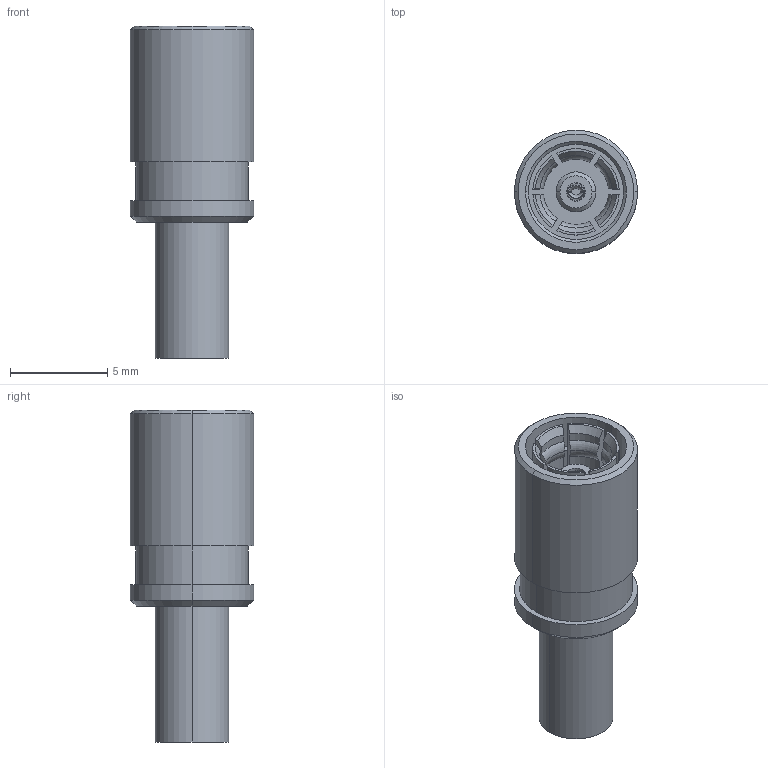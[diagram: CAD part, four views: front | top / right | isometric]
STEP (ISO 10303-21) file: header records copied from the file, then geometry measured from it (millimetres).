
FILE_DESCRIPTION (( 'STEP AP214' ), '1' );
FILE_NAME ('J01161A0691.STEP', '2016-04-18T09:50:27', ( '' ), ( '' ), 'SwSTEP 2.0', 'SolidWorks 2015', '' );
FILE_SCHEMA (( 'AUTOMOTIVE_DESIGN' ));
Length unit declared in the file: millimetre
Products named in the file (1): J01161A0691
Bounding box: 6.35 x 6.35 x 17.1 mm (x, y, z)
Volume: 296.6 mm3; surface area: 636.4 mm2
Topology: 2 solids, 2 shells, 118 faces, 278 edges, 180 vertices
Faces by surface type: cylinder 48, plane 36, cone 18, torus 16
Entity records: 4792 total; most frequent: CARTESIAN_POINT 743, DIRECTION 588, ORIENTED_EDGE 556, EDGE_CURVE 278, AXIS2_PLACEMENT_3D 237, VERTEX_POINT 180, EDGE_LOOP 136, UNCERTAINTY_MEASURE_WITH_UNIT 119
